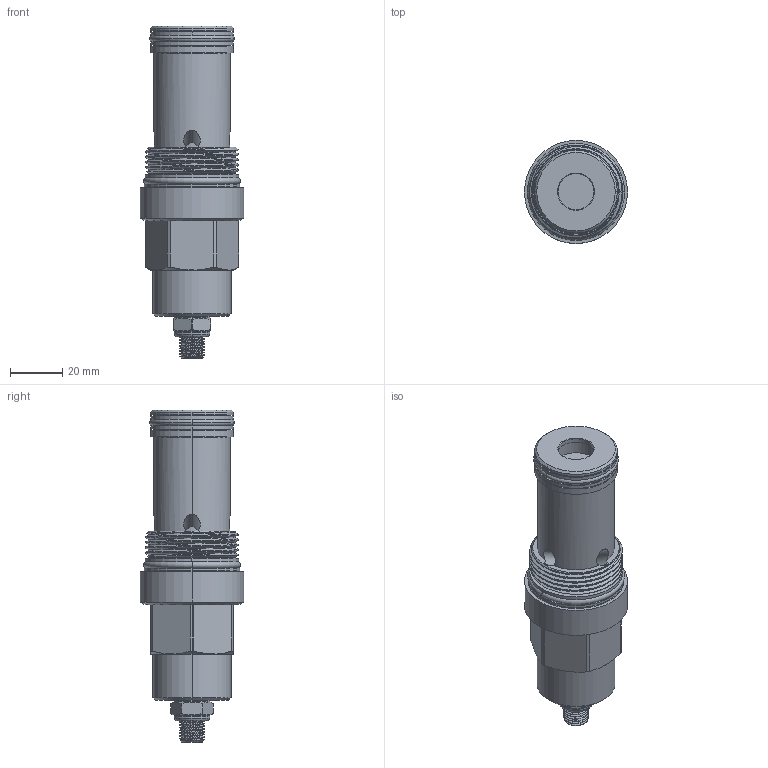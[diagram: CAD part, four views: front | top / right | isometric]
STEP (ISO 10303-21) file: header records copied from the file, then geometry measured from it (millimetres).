
FILE_DESCRIPTION (( 'STEP AP203' ), '1' );
FILE_NAME ('NC16A21-L.STEP', '2016-06-07T08:18:15', ( '' ), ( '' ), 'SwSTEP 2.0', 'SolidWorks 2012', '' );
FILE_SCHEMA (( 'CONFIG_CONTROL_DESIGN' ));
Length unit declared in the file: millimetre
Products named in the file (1): NC16A21-L
Bounding box: 39.6 x 39.6 x 127.48 mm (x, y, z)
Volume: 88830 mm3; surface area: 23602.8 mm2
Topology: 4 solids, 10 shells, 270 faces, 640 edges, 406 vertices
Faces by surface type: cylinder 124, plane 65, cone 38, torus 34, bspline 9
Entity records: 14524 total; most frequent: CARTESIAN_POINT 8396, ORIENTED_EDGE 1276, DIRECTION 1275, EDGE_CURVE 638, AXIS2_PLACEMENT_3D 538, VERTEX_POINT 406, EDGE_LOOP 300, CIRCLE 276
